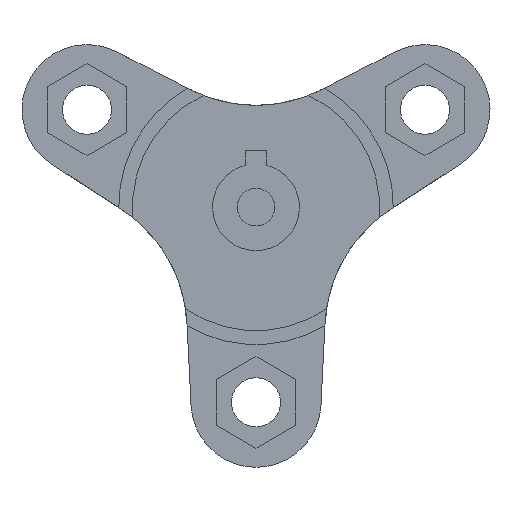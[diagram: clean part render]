
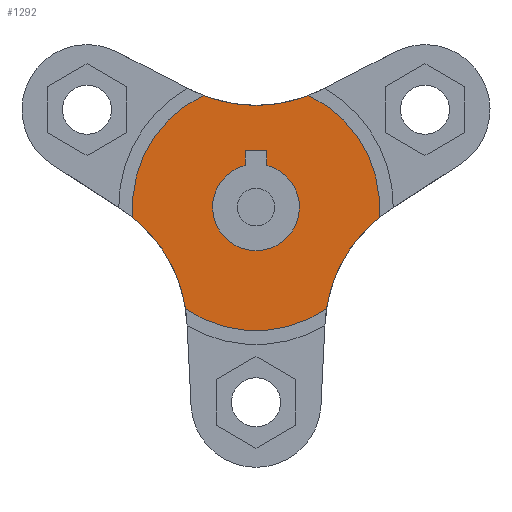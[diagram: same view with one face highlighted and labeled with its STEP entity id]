
A CAD part, front view. The second image highlights one B-rep face of the part: STEP entity #1292.
In plain terms, the highlighted planar face has unit normal (0, -1, 0).
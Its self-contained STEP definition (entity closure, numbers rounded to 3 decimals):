
#1 = FACE_BOUND ( 'NONE', #935, .T. ) ;
#9 = CARTESIAN_POINT ( 'NONE',  ( -0.75, -6., 2.905 ) ) ;
#12 = DIRECTION ( 'NONE',  ( 0., 1., 0. ) ) ;
#103 = VERTEX_POINT ( 'NONE', #115 ) ;
#115 = CARTESIAN_POINT ( 'NONE',  ( -0.75, -6., 3.905 ) ) ;
#121 = CIRCLE ( 'NONE', #1389, 8.55 ) ;
#142 = ORIENTED_EDGE ( 'NONE', *, *, #680, .T. ) ;
#158 = CARTESIAN_POINT ( 'NONE',  ( 0.75, -6., 2.905 ) ) ;
#231 = CIRCLE ( 'NONE', #739, 3. ) ;
#244 = VERTEX_POINT ( 'NONE', #2091 ) ;
#263 = DIRECTION ( 'NONE',  ( 0., 0., -1. ) ) ;
#300 = ORIENTED_EDGE ( 'NONE', *, *, #627, .F. ) ;
#304 = EDGE_CURVE ( 'NONE', #2153, #1673, #1070, .T. ) ;
#362 = CIRCLE ( 'NONE', #1391, 8.55 ) ;
#368 = DIRECTION ( 'NONE',  ( 0., 0., -1. ) ) ;
#391 = CIRCLE ( 'NONE', #989, 10. ) ;
#401 = CARTESIAN_POINT ( 'NONE',  ( -8.521, -6., -0.707 ) ) ;
#433 = AXIS2_PLACEMENT_3D ( 'NONE', #2234, #1356, #1539 ) ;
#450 = VERTEX_POINT ( 'NONE', #1693 ) ;
#470 = CARTESIAN_POINT ( 'NONE',  ( 0., -6., 17.044 ) ) ;
#487 = CARTESIAN_POINT ( 'NONE',  ( 0., -6., 0. ) ) ;
#503 = EDGE_CURVE ( 'NONE', #612, #2066, #231, .T. ) ;
#512 = VERTEX_POINT ( 'NONE', #1180 ) ;
#525 = DIRECTION ( 'NONE',  ( 0., -1., 0. ) ) ;
#531 = CARTESIAN_POINT ( 'NONE',  ( -0.75, -6., 3.905 ) ) ;
#534 = DIRECTION ( 'NONE',  ( 0., -1., 0. ) ) ;
#562 = DIRECTION ( 'NONE',  ( -1., 0., 0. ) ) ;
#565 = CARTESIAN_POINT ( 'NONE',  ( 3.648, -6., 7.733 ) ) ;
#612 = VERTEX_POINT ( 'NONE', #694 ) ;
#627 = EDGE_CURVE ( 'NONE', #103, #612, #1734, .T. ) ;
#680 = EDGE_CURVE ( 'NONE', #1642, #450, #1877, .T. ) ;
#686 = LINE ( 'NONE', #158, #726 ) ;
#692 = EDGE_CURVE ( 'NONE', #1990, #2153, #2178, .T. ) ;
#694 = CARTESIAN_POINT ( 'NONE',  ( -0.75, -6., 2.905 ) ) ;
#695 = FACE_OUTER_BOUND ( 'NONE', #708, .T. ) ;
#708 = EDGE_LOOP ( 'NONE', ( #1855, #1640, #1977, #142, #1514, #1002, #2006 ) ) ;
#710 = CARTESIAN_POINT ( 'NONE',  ( 0., -6., 0. ) ) ;
#726 = VECTOR ( 'NONE', #1736, 1000. ) ;
#732 = DIRECTION ( 'NONE',  ( 0., -1., 0. ) ) ;
#739 = AXIS2_PLACEMENT_3D ( 'NONE', #487, #1879, #832 ) ;
#758 = EDGE_CURVE ( 'NONE', #2198, #103, #1433, .T. ) ;
#793 = ORIENTED_EDGE ( 'NONE', *, *, #503, .F. ) ;
#832 = DIRECTION ( 'NONE',  ( 0., 0., -1. ) ) ;
#888 = AXIS2_PLACEMENT_3D ( 'NONE', #1780, #1075, #368 ) ;
#902 = AXIS2_PLACEMENT_3D ( 'NONE', #2079, #525, #1910 ) ;
#910 = DIRECTION ( 'NONE',  ( 0., 0., -1. ) ) ;
#935 = EDGE_LOOP ( 'NONE', ( #793, #300, #1625, #1592 ) ) ;
#989 = AXIS2_PLACEMENT_3D ( 'NONE', #470, #1173, #263 ) ;
#1002 = ORIENTED_EDGE ( 'NONE', *, *, #1188, .T. ) ;
#1032 = DIRECTION ( 'NONE',  ( 0., 0., -1. ) ) ;
#1070 = CIRCLE ( 'NONE', #2165, 10. ) ;
#1075 = DIRECTION ( 'NONE',  ( 0., 1., 0. ) ) ;
#1164 = EDGE_CURVE ( 'NONE', #1673, #512, #391, .T. ) ;
#1173 = DIRECTION ( 'NONE',  ( 0., 1., 0. ) ) ;
#1180 = CARTESIAN_POINT ( 'NONE',  ( -3.648, -6., 7.733 ) ) ;
#1188 = EDGE_CURVE ( 'NONE', #244, #1990, #1679, .T. ) ;
#1217 = DIRECTION ( 'NONE',  ( 0., 0., -1. ) ) ;
#1218 = CARTESIAN_POINT ( 'NONE',  ( 0., -6., 17.044 ) ) ;
#1270 = AXIS2_PLACEMENT_3D ( 'NONE', #710, #732, #2094 ) ;
#1281 = CARTESIAN_POINT ( 'NONE',  ( 0.75, -6., 3.905 ) ) ;
#1292 = ADVANCED_FACE ( 'NONE', ( #1, #695 ), #1393, .T. ) ;
#1356 = DIRECTION ( 'NONE',  ( 0., 1., 0. ) ) ;
#1389 = AXIS2_PLACEMENT_3D ( 'NONE', #1395, #534, #910 ) ;
#1391 = AXIS2_PLACEMENT_3D ( 'NONE', #1558, #2244, #1217 ) ;
#1393 = PLANE ( 'NONE',  #902 ) ;
#1395 = CARTESIAN_POINT ( 'NONE',  ( 0., -6., 0. ) ) ;
#1402 = CARTESIAN_POINT ( 'NONE',  ( 0.75, -6., 2.905 ) ) ;
#1404 = DIRECTION ( 'NONE',  ( 0., 0., -1. ) ) ;
#1433 = LINE ( 'NONE', #531, #2095 ) ;
#1514 = ORIENTED_EDGE ( 'NONE', *, *, #1981, .T. ) ;
#1539 = DIRECTION ( 'NONE',  ( 0., 0., -1. ) ) ;
#1558 = CARTESIAN_POINT ( 'NONE',  ( 0., -6., 0. ) ) ;
#1592 = ORIENTED_EDGE ( 'NONE', *, *, #1944, .F. ) ;
#1623 = CARTESIAN_POINT ( 'NONE',  ( 0., -6., 7.044 ) ) ;
#1625 = ORIENTED_EDGE ( 'NONE', *, *, #758, .F. ) ;
#1640 = ORIENTED_EDGE ( 'NONE', *, *, #1164, .T. ) ;
#1642 = VERTEX_POINT ( 'NONE', #401 ) ;
#1673 = VERTEX_POINT ( 'NONE', #1623 ) ;
#1679 = CIRCLE ( 'NONE', #433, 10. ) ;
#1693 = CARTESIAN_POINT ( 'NONE',  ( -4.873, -6., -7.025 ) ) ;
#1734 = LINE ( 'NONE', #9, #1979 ) ;
#1736 = DIRECTION ( 'NONE',  ( 0., 0., 1. ) ) ;
#1780 = CARTESIAN_POINT ( 'NONE',  ( -14.76, -6., -8.522 ) ) ;
#1855 = ORIENTED_EDGE ( 'NONE', *, *, #304, .T. ) ;
#1877 = CIRCLE ( 'NONE', #888, 10. ) ;
#1879 = DIRECTION ( 'NONE',  ( 0., -1., 0. ) ) ;
#1903 = CARTESIAN_POINT ( 'NONE',  ( 8.521, -6., -0.707 ) ) ;
#1910 = DIRECTION ( 'NONE',  ( 0., 0., -1. ) ) ;
#1944 = EDGE_CURVE ( 'NONE', #2066, #2198, #686, .T. ) ;
#1977 = ORIENTED_EDGE ( 'NONE', *, *, #2086, .T. ) ;
#1979 = VECTOR ( 'NONE', #1032, 1000. ) ;
#1981 = EDGE_CURVE ( 'NONE', #450, #244, #362, .T. ) ;
#1990 = VERTEX_POINT ( 'NONE', #1903 ) ;
#2006 = ORIENTED_EDGE ( 'NONE', *, *, #692, .T. ) ;
#2066 = VERTEX_POINT ( 'NONE', #1402 ) ;
#2079 = CARTESIAN_POINT ( 'NONE',  ( 0., -6., 8.522 ) ) ;
#2086 = EDGE_CURVE ( 'NONE', #512, #1642, #121, .T. ) ;
#2091 = CARTESIAN_POINT ( 'NONE',  ( 4.873, -6., -7.025 ) ) ;
#2094 = DIRECTION ( 'NONE',  ( 0., 0., -1. ) ) ;
#2095 = VECTOR ( 'NONE', #562, 1000. ) ;
#2153 = VERTEX_POINT ( 'NONE', #565 ) ;
#2165 = AXIS2_PLACEMENT_3D ( 'NONE', #1218, #12, #1404 ) ;
#2178 = CIRCLE ( 'NONE', #1270, 8.55 ) ;
#2198 = VERTEX_POINT ( 'NONE', #1281 ) ;
#2234 = CARTESIAN_POINT ( 'NONE',  ( 14.76, -6., -8.522 ) ) ;
#2244 = DIRECTION ( 'NONE',  ( 0., -1., 0. ) ) ;
